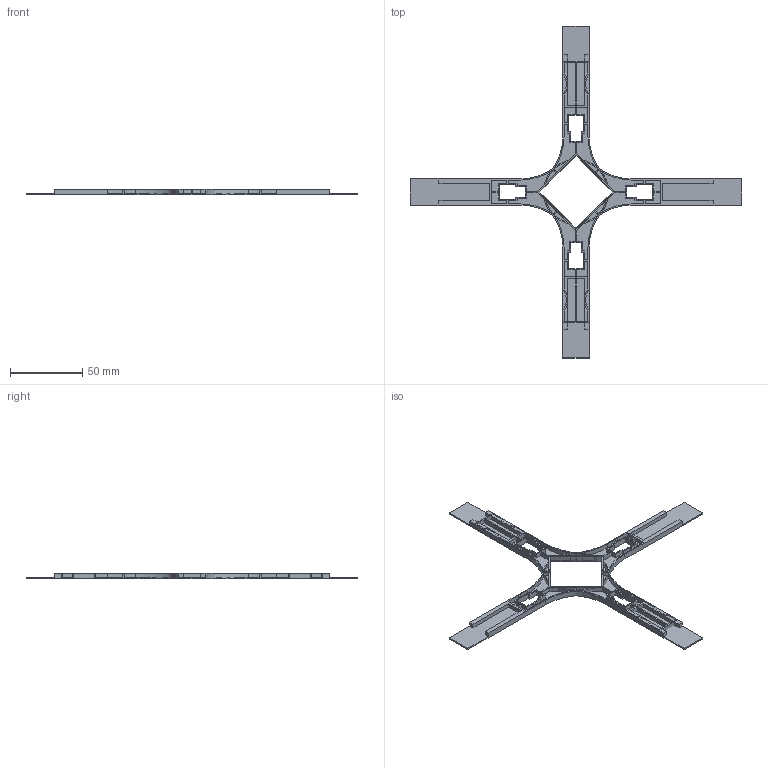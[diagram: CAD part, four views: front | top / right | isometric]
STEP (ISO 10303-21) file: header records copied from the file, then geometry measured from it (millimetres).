
FILE_DESCRIPTION(/* description */ (''),/* implementation_level */ '2;1');
FILE_NAME(/* name */ 'four_long_arm_fusion.step',/* time_stamp */ '2023-11-16T11:03:35+01:00',/* author */ (''),/* organization */ (''),/* preprocessor_version */ 'ST-DEVELOPER v20',/* originating_system */ 'Autodesk Translation Framework v12.14.0.127',/* authorisation */ '');
FILE_SCHEMA (('AUTOMOTIVE_DESIGN { 1 0 10303 214 3 1 1 }'));
Length unit declared in the file: millimetre
Products named in the file (1): inner V3 v24_square_my_final_NOT_assembly
Bounding box: 229.2 x 229.2 x 4.1 mm (x, y, z)
Volume: 15953.2 mm3; surface area: 33986.5 mm2
Topology: 4 solids, 4 shells, 468 faces, 1344 edges, 896 vertices
Faces by surface type: plane 396, cylinder 72
Entity records: 15209 total; most frequent: CARTESIAN_POINT 2709, ORIENTED_EDGE 2688, DIRECTION 2434, EDGE_CURVE 1344, LINE 1192, VECTOR 1192, VERTEX_POINT 896, AXIS2_PLACEMENT_3D 621
